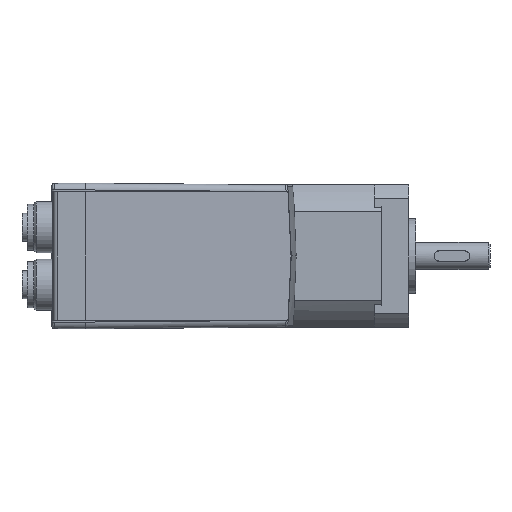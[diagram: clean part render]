
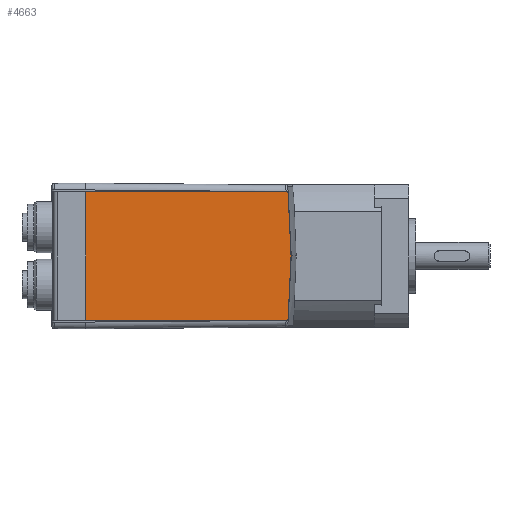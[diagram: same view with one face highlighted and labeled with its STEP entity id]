
A CAD part, left-side view. The second image highlights one B-rep face of the part: STEP entity #4663.
In plain terms, the highlighted planar face has unit normal (-1, -0.009, 0).
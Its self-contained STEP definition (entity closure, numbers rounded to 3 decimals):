
#146 = VERTEX_POINT ( 'NONE', #4868 ) ;
#308 = CARTESIAN_POINT ( 'NONE',  ( -57.502, -16.901, -12.667 ) ) ;
#328 = CARTESIAN_POINT ( 'NONE',  ( -58.03, 43.5, 0. ) ) ;
#1082 = VERTEX_POINT ( 'NONE', #1486 ) ;
#1486 = CARTESIAN_POINT ( 'NONE',  ( -58.03, 43.5, -19. ) ) ;
#1812 = CARTESIAN_POINT ( 'NONE',  ( -57.508, -16.292, -19. ) ) ;
#1844 = LINE ( 'NONE', #9214, #8885 ) ;
#1991 = FACE_OUTER_BOUND ( 'NONE', #9116, .T. ) ;
#2126 = ORIENTED_EDGE ( 'NONE', *, *, #7336, .F. ) ;
#2768 = EDGE_CURVE ( 'NONE', #1082, #146, #8068, .T. ) ;
#3012 = AXIS2_PLACEMENT_3D ( 'NONE', #7650, #9361, #10109 ) ;
#3630 = CARTESIAN_POINT ( 'NONE',  ( -57.508, -16.292, -19. ) ) ;
#3801 = VERTEX_POINT ( 'NONE', #3630 ) ;
#3978 = ORIENTED_EDGE ( 'NONE', *, *, #3995, .T. ) ;
#3995 = EDGE_CURVE ( 'NONE', #4630, #146, #5451, .T. ) ;
#4399 = CARTESIAN_POINT ( 'NONE',  ( -57.508, -16.292, 19. ) ) ;
#4452 = EDGE_CURVE ( 'NONE', #4630, #3801, #5880, .T. ) ;
#4625 = CARTESIAN_POINT ( 'NONE',  ( -57.508, -16.292, 19. ) ) ;
#4630 = VERTEX_POINT ( 'NONE', #4625 ) ;
#4663 = ADVANCED_FACE ( 'NONE', ( #1991 ), #9331, .F. ) ;
#4868 = CARTESIAN_POINT ( 'NONE',  ( -58.03, 43.5, 19. ) ) ;
#5035 = CARTESIAN_POINT ( 'NONE',  ( -57.502, -16.901, 12.667 ) ) ;
#5311 = ORIENTED_EDGE ( 'NONE', *, *, #2768, .F. ) ;
#5451 = LINE ( 'NONE', #4399, #8186 ) ;
#5880 =( BOUNDED_CURVE ( )  B_SPLINE_CURVE ( 3, ( #7300, #5035, #8101, #9805, #308, #1812 ),
 .UNSPECIFIED., .F., .T. ) 
 B_SPLINE_CURVE_WITH_KNOTS ( ( 4, 2, 4 ),
 ( 0., 0.5, 1. ),
 .UNSPECIFIED. ) 
 CURVE ( )  GEOMETRIC_REPRESENTATION_ITEM ( )  RATIONAL_B_SPLINE_CURVE ( ( 0.906, 0.906, 0.906, 0.906, 0.906, 0.906 ) ) 
 REPRESENTATION_ITEM ( '' )  );
#6847 = DIRECTION ( 'NONE',  ( -0.009, 1., 0. ) ) ;
#7300 = CARTESIAN_POINT ( 'NONE',  ( -57.508, -16.292, 19. ) ) ;
#7336 = EDGE_CURVE ( 'NONE', #3801, #1082, #1844, .T. ) ;
#7650 = CARTESIAN_POINT ( 'NONE',  ( -57.646, -0.503, 0. ) ) ;
#8068 = LINE ( 'NONE', #328, #8684 ) ;
#8101 = CARTESIAN_POINT ( 'NONE',  ( -57.5, -17.204, 6.333 ) ) ;
#8186 = VECTOR ( 'NONE', #9817, 1000. ) ;
#8287 = DIRECTION ( 'NONE',  ( 0., 0., 1. ) ) ;
#8684 = VECTOR ( 'NONE', #8287, 1000. ) ;
#8885 = VECTOR ( 'NONE', #6847, 1000. ) ;
#9116 = EDGE_LOOP ( 'NONE', ( #9286, #3978, #5311, #2126 ) ) ;
#9214 = CARTESIAN_POINT ( 'NONE',  ( -57.646, -0.503, -19. ) ) ;
#9286 = ORIENTED_EDGE ( 'NONE', *, *, #4452, .F. ) ;
#9331 = PLANE ( 'NONE',  #3012 ) ;
#9361 = DIRECTION ( 'NONE',  ( 1., 0.009, 0. ) ) ;
#9805 = CARTESIAN_POINT ( 'NONE',  ( -57.5, -17.204, -6.333 ) ) ;
#9817 = DIRECTION ( 'NONE',  ( -0.009, 1., 0. ) ) ;
#10109 = DIRECTION ( 'NONE',  ( -0.009, 1., 0. ) ) ;
